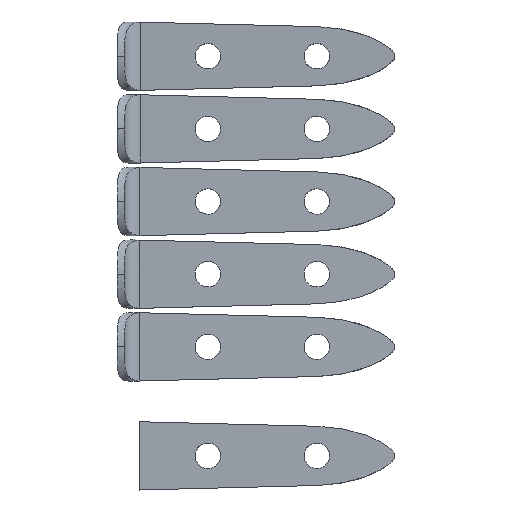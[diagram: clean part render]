
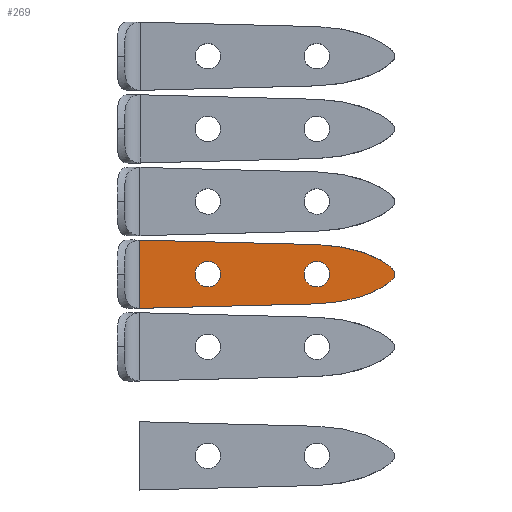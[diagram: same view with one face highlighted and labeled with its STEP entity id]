
A CAD part, top view. The second image highlights one B-rep face of the part: STEP entity #269.
In plain terms, the highlighted planar face has unit normal (0, 0, 1).
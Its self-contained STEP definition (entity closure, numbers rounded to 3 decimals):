
#69=FACE_BOUND('',#749,.T.);
#70=FACE_BOUND('',#750,.T.);
#269=ADVANCED_FACE('',(#487,#69,#70),#3442,.T.);
#487=FACE_OUTER_BOUND('',#748,.T.);
#748=EDGE_LOOP('',(#1709,#1710,#1711,#1712,#1713));
#749=EDGE_LOOP('',(#1714,#1715));
#750=EDGE_LOOP('',(#1716,#1717));
#1709=ORIENTED_EDGE('',*,*,#2288,.F.);
#1710=ORIENTED_EDGE('',*,*,#2293,.T.);
#1711=ORIENTED_EDGE('',*,*,#2291,.F.);
#1712=ORIENTED_EDGE('',*,*,#2292,.F.);
#1713=ORIENTED_EDGE('',*,*,#2294,.F.);
#1714=ORIENTED_EDGE('',*,*,#2289,.T.);
#1715=ORIENTED_EDGE('',*,*,#2329,.T.);
#1716=ORIENTED_EDGE('',*,*,#2290,.T.);
#1717=ORIENTED_EDGE('',*,*,#2332,.T.);
#2288=EDGE_CURVE('',#3200,#3201,#2429,.T.);
#2289=EDGE_CURVE('',#3207,#3226,#2364,.T.);
#2290=EDGE_CURVE('',#3203,#3228,#2365,.T.);
#2291=EDGE_CURVE('',#3205,#3206,#2853,.T.);
#2292=EDGE_CURVE('',#3204,#3205,#2854,.T.);
#2293=EDGE_CURVE('',#3200,#3206,#2855,.T.);
#2294=EDGE_CURVE('',#3201,#3204,#2856,.T.);
#2329=EDGE_CURVE('',#3226,#3207,#2368,.T.);
#2332=EDGE_CURVE('',#3228,#3203,#2370,.T.);
#2364=TRIMMED_CURVE($,#2390,(#10262),(#10263),.T.,.CARTESIAN.);
#2365=TRIMMED_CURVE($,#2391,(#10265),(#10266),.T.,.CARTESIAN.);
#2368=TRIMMED_CURVE($,#2394,(#10575),(#10576),.T.,.CARTESIAN.);
#2370=TRIMMED_CURVE($,#2396,(#10583),(#10584),.T.,.CARTESIAN.);
#2390=CIRCLE('',#3681,3.5);
#2391=CIRCLE('',#3682,3.5);
#2394=CIRCLE('',#3685,3.5);
#2396=CIRCLE('',#3687,3.5);
#2429=(
BOUNDED_CURVE()
B_SPLINE_CURVE(1,(#10259,#10260),.UNSPECIFIED.,.F.,.F.)
B_SPLINE_CURVE_WITH_KNOTS((2,2),(-23.808,-5.018),
 .UNSPECIFIED.)
CURVE()
GEOMETRIC_REPRESENTATION_ITEM()
RATIONAL_B_SPLINE_CURVE((1.,1.))
REPRESENTATION_ITEM('')
);
#2853=B_SPLINE_CURVE_WITH_KNOTS('',3,(#10267,#10268,#10269,#10270),
 .UNSPECIFIED.,.F.,.F.,(4,4),(32.395,64.79),
 .UNSPECIFIED.);
#2854=B_SPLINE_CURVE_WITH_KNOTS('',3,(#10271,#10272,#10273,#10274),
 .UNSPECIFIED.,.F.,.F.,(4,4),(0.,32.395),.UNSPECIFIED.);
#2855=B_SPLINE_CURVE_WITH_KNOTS('',3,(#10275,#10276,#10277,#10278,#10279,
#10280,#10281,#10282,#10283,#10284),.UNSPECIFIED.,.F.,.F.,(4,3,3,4),(-49.296,
-31.417,-10.912,0.),.UNSPECIFIED.);
#2856=B_SPLINE_CURVE_WITH_KNOTS('',3,(#10285,#10286,#10287,#10288,#10289,
#10290,#10291,#10292,#10293,#10294),.UNSPECIFIED.,.F.,.F.,(4,3,3,4),(-49.296,
-31.417,-10.912,0.),.UNSPECIFIED.);
#3200=VERTEX_POINT('',#10222);
#3201=VERTEX_POINT('',#10223);
#3203=VERTEX_POINT('',#10225);
#3204=VERTEX_POINT('',#10226);
#3205=VERTEX_POINT('',#10227);
#3206=VERTEX_POINT('',#10228);
#3207=VERTEX_POINT('',#10229);
#3226=VERTEX_POINT('',#10248);
#3228=VERTEX_POINT('',#10250);
#3442=PLANE('',#3671);
#3671=AXIS2_PLACEMENT_3D('',#9672,#3847,$);
#3681=AXIS2_PLACEMENT_3D($,#10261,#3857,#3858);
#3682=AXIS2_PLACEMENT_3D($,#10264,#3859,#3860);
#3685=AXIS2_PLACEMENT_3D($,#10574,#3865,#3866);
#3687=AXIS2_PLACEMENT_3D($,#10582,#3869,#3870);
#3847=DIRECTION('',(0.,0.,1.));
#3857=DIRECTION('',(0.,0.,-1.));
#3858=DIRECTION('',(1.,0.,0.));
#3859=DIRECTION('',(0.,0.,-1.));
#3860=DIRECTION('',(1.,0.,0.));
#3865=DIRECTION('',(0.,0.,-1.));
#3866=DIRECTION('',(-1.,0.,0.));
#3869=DIRECTION('',(0.,0.,-1.));
#3870=DIRECTION('',(-1.,0.,0.));
#9672=CARTESIAN_POINT('',(-25.795,16.13,2.));
#10222=CARTESIAN_POINT('',(-18.754,-9.395,2.));
#10223=CARTESIAN_POINT('',(-18.754,9.395,2.));
#10225=CARTESIAN_POINT('',(33.5,0.,2.));
#10226=CARTESIAN_POINT('',(30.282,8.15,2.));
#10227=CARTESIAN_POINT('',(51.5,0.,2.));
#10228=CARTESIAN_POINT('',(30.282,-8.15,2.));
#10229=CARTESIAN_POINT('',(3.5,0.,2.));
#10248=CARTESIAN_POINT('',(-3.5,0.,2.));
#10250=CARTESIAN_POINT('',(26.5,0.,2.));
#10259=CARTESIAN_POINT('',(-18.754,-9.395,2.));
#10260=CARTESIAN_POINT('',(-18.754,9.395,2.));
#10261=CARTESIAN_POINT('',(0.,0.,2.));
#10262=CARTESIAN_POINT('',(3.5,0.,2.));
#10263=CARTESIAN_POINT('',(-3.5,0.,2.));
#10264=CARTESIAN_POINT('',(30.,0.,2.));
#10265=CARTESIAN_POINT('',(33.5,0.,2.));
#10266=CARTESIAN_POINT('',(26.5,0.,2.));
#10267=CARTESIAN_POINT('',(51.5,0.,2.));
#10268=CARTESIAN_POINT('',(51.5,-2.371,2.));
#10269=CARTESIAN_POINT('',(42.798,-7.785,2.));
#10270=CARTESIAN_POINT('',(30.282,-8.15,2.));
#10271=CARTESIAN_POINT('',(30.282,8.15,2.));
#10272=CARTESIAN_POINT('',(42.798,7.785,2.));
#10273=CARTESIAN_POINT('',(51.5,2.371,2.));
#10274=CARTESIAN_POINT('',(51.5,0.,2.));
#10275=CARTESIAN_POINT('',(-18.754,-9.395,2.));
#10276=CARTESIAN_POINT('',(-12.825,-9.272,2.));
#10277=CARTESIAN_POINT('',(-6.896,-9.138,2.));
#10278=CARTESIAN_POINT('',(-0.967,-8.993,2.));
#10279=CARTESIAN_POINT('',(5.832,-8.828,2.));
#10280=CARTESIAN_POINT('',(12.63,-8.649,2.));
#10281=CARTESIAN_POINT('',(19.428,-8.46,2.));
#10282=CARTESIAN_POINT('',(23.046,-8.359,2.));
#10283=CARTESIAN_POINT('',(26.664,-8.256,2.));
#10284=CARTESIAN_POINT('',(30.282,-8.15,2.));
#10285=CARTESIAN_POINT('',(-18.754,9.395,2.));
#10286=CARTESIAN_POINT('',(-12.825,9.272,2.));
#10287=CARTESIAN_POINT('',(-6.896,9.138,2.));
#10288=CARTESIAN_POINT('',(-0.967,8.993,2.));
#10289=CARTESIAN_POINT('',(5.832,8.828,2.));
#10290=CARTESIAN_POINT('',(12.63,8.649,2.));
#10291=CARTESIAN_POINT('',(19.428,8.46,2.));
#10292=CARTESIAN_POINT('',(23.046,8.359,2.));
#10293=CARTESIAN_POINT('',(26.664,8.256,2.));
#10294=CARTESIAN_POINT('',(30.282,8.15,2.));
#10574=CARTESIAN_POINT('',(0.,0.,2.));
#10575=CARTESIAN_POINT('',(-3.5,0.,2.));
#10576=CARTESIAN_POINT('',(3.5,0.,2.));
#10582=CARTESIAN_POINT('',(30.,0.,2.));
#10583=CARTESIAN_POINT('',(26.5,0.,2.));
#10584=CARTESIAN_POINT('',(33.5,0.,2.));
